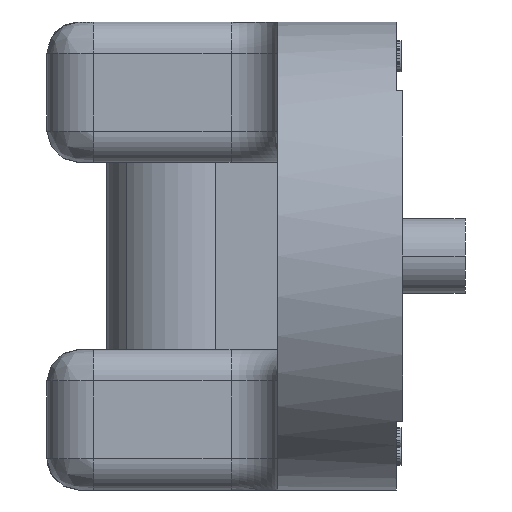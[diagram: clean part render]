
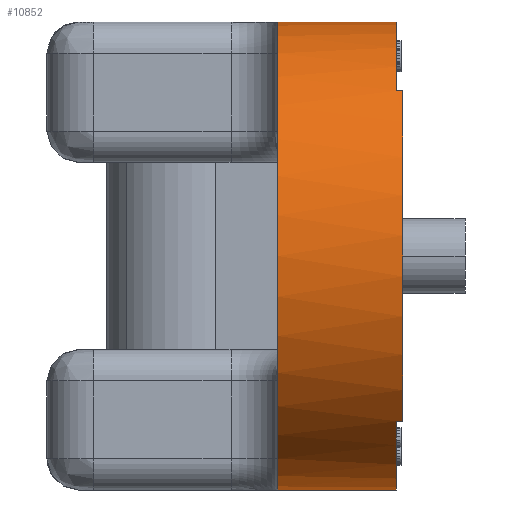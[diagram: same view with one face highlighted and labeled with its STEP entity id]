
A CAD part, left-side view. The second image highlights one B-rep face of the part: STEP entity #10852.
In plain terms, the highlighted cylindrical face has radius 7.5 mm (diameter 15 mm), a partial arc.
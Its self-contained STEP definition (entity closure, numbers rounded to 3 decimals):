
#44=DIRECTION('',(0.,1.,0.));
#45=VECTOR('',#44,3.8);
#46=CARTESIAN_POINT('',(0.,0.2,-7.5));
#47=LINE('',#46,#45);
#2124=CARTESIAN_POINT('',(0.,0.2,0.));
#2125=DIRECTION('',(0.,-1.,0.));
#2126=DIRECTION('',(0.,0.,1.));
#2127=AXIS2_PLACEMENT_3D('',#2124,#2125,#2126);
#2129=DIRECTION('',(0.,-1.,0.));
#2130=VECTOR('',#2129,0.2);
#2131=CARTESIAN_POINT('',(-5.307,0.2,5.3));
#2132=LINE('',#2131,#2130);
#2133=DIRECTION('',(0.,-1.,0.));
#2134=VECTOR('',#2133,0.2);
#2135=CARTESIAN_POINT('',(-5.307,0.2,-5.3));
#2136=LINE('',#2135,#2134);
#2137=CARTESIAN_POINT('',(0.,0.2,0.));
#2138=DIRECTION('',(0.,-1.,0.));
#2139=DIRECTION('',(-0.708,0.,-0.707));
#2140=AXIS2_PLACEMENT_3D('',#2137,#2138,#2139);
#2182=CARTESIAN_POINT('',(0.,0.,0.));
#2183=DIRECTION('',(0.,1.,0.));
#2184=DIRECTION('',(-0.708,0.,-0.707));
#2185=AXIS2_PLACEMENT_3D('',#2182,#2183,#2184);
#2407=CARTESIAN_POINT('',(0.,4.,0.));
#2408=DIRECTION('',(0.,-1.,0.));
#2409=DIRECTION('',(0.,0.,1.));
#2410=AXIS2_PLACEMENT_3D('',#2407,#2408,#2409);
#2778=DIRECTION('',(0.,-1.,0.));
#2779=VECTOR('',#2778,3.8);
#2780=CARTESIAN_POINT('',(0.,4.,7.5));
#2781=LINE('',#2780,#2779);
#7305=CARTESIAN_POINT('',(0.,4.,7.5));
#7306=CARTESIAN_POINT('',(0.,4.,-7.5));
#7307=VERTEX_POINT('',#7305);
#7308=VERTEX_POINT('',#7306);
#7535=CARTESIAN_POINT('',(0.,0.2,-7.5));
#7537=VERTEX_POINT('',#7535);
#7539=CARTESIAN_POINT('',(0.,0.2,7.5));
#7541=VERTEX_POINT('',#7539);
#7543=CARTESIAN_POINT('',(-5.307,0.,-5.3));
#7545=VERTEX_POINT('',#7543);
#7547=CARTESIAN_POINT('',(-5.307,0.,5.3));
#7549=VERTEX_POINT('',#7547);
#7551=CARTESIAN_POINT('',(-5.307,0.2,5.3));
#7552=VERTEX_POINT('',#7551);
#7553=CARTESIAN_POINT('',(-5.307,0.2,-5.3));
#7554=VERTEX_POINT('',#7553);
#10832=CARTESIAN_POINT('',(0.,26.267,0.));
#10833=DIRECTION('',(0.,-1.,0.));
#10834=DIRECTION('',(0.,0.,1.));
#10835=AXIS2_PLACEMENT_3D('',#10832,#10833,#10834);
#10836=CYLINDRICAL_SURFACE('',#10835,7.5);
#10837=ORIENTED_EDGE('',*,*,#9805,.T.);
#10839=ORIENTED_EDGE('',*,*,#10838,.T.);
#10841=ORIENTED_EDGE('',*,*,#10840,.F.);
#10843=ORIENTED_EDGE('',*,*,#10842,.F.);
#10844=ORIENTED_EDGE('',*,*,#9669,.T.);
#10845=ORIENTED_EDGE('',*,*,#9658,.T.);
#10847=ORIENTED_EDGE('',*,*,#10846,.F.);
#10849=ORIENTED_EDGE('',*,*,#10848,.T.);
#10850=EDGE_LOOP('',(#10837,#10839,#10841,#10843,#10844,#10845,#10847,#10849));
#10851=FACE_OUTER_BOUND('',#10850,.F.);
#10852=ADVANCED_FACE('',(#10851),#10836,.T.);
#2128=CIRCLE('',#2127,7.5);
#2141=CIRCLE('',#2140,7.5);
#2186=CIRCLE('',#2185,7.5);
#2411=CIRCLE('',#2410,7.5);
#9658=EDGE_CURVE('',#7537,#7308,#47,.T.);
#9669=EDGE_CURVE('',#7554,#7537,#2141,.T.);
#9805=EDGE_CURVE('',#7541,#7552,#2128,.T.);
#10838=EDGE_CURVE('',#7552,#7549,#2132,.T.);
#10840=EDGE_CURVE('',#7545,#7549,#2186,.T.);
#10842=EDGE_CURVE('',#7554,#7545,#2136,.T.);
#10846=EDGE_CURVE('',#7307,#7308,#2411,.T.);
#10848=EDGE_CURVE('',#7307,#7541,#2781,.T.);
